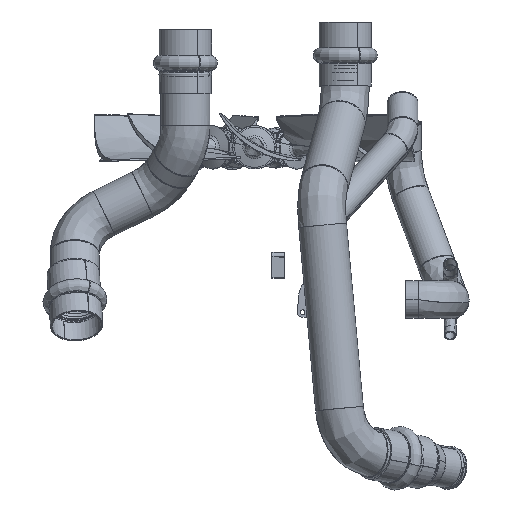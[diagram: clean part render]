
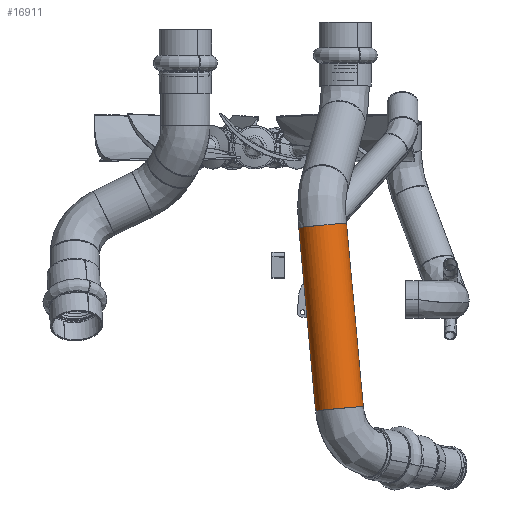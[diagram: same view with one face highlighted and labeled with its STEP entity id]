
A CAD part, top view. The second image highlights one B-rep face of the part: STEP entity #16911.
In plain terms, the highlighted face is a extrusion surface.
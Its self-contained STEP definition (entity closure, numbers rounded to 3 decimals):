
#16911 = ADVANCED_FACE('',(#16912),#16970,.T.);
#16912 = FACE_BOUND('',#16913,.T.);
#16913 = EDGE_LOOP('',(#16914,#16924,#16944,#16952));
#16914 = ORIENTED_EDGE('',*,*,#16915,.F.);
#16915 = EDGE_CURVE('',#16916,#16918,#16920,.T.);
#16916 = VERTEX_POINT('',#16917);
#16917 = CARTESIAN_POINT('',(103.246,-289.272,577.314));
#16918 = VERTEX_POINT('',#16919);
#16919 = CARTESIAN_POINT('',(129.547,-576.104,579.927));
#16920 = LINE('',#16921,#16922);
#16921 = CARTESIAN_POINT('',(103.246,-289.272,577.314));
#16922 = VECTOR('',#16923,1.);
#16923 = DIRECTION('',(0.091,-0.996,
    0.009));
#16924 = ORIENTED_EDGE('',*,*,#16925,.F.);
#16925 = EDGE_CURVE('',#16926,#16916,#16928,.T.);
#16926 = VERTEX_POINT('',#16927);
#16927 = CARTESIAN_POINT('',(28.564,-296.112,578.217));
#16928 = B_SPLINE_CURVE_WITH_KNOTS('',5,(#16929,#16930,#16931,#16932,
    #16933,#16934,#16935,#16936,#16937,#16938,#16939,#16940,#16941,
    #16942,#16943),.UNSPECIFIED.,.F.,.F.,(6,3,3,3,6),(0.,29.452,
    58.905,88.357,117.81),.UNSPECIFIED.);
#16929 = CARTESIAN_POINT('',(28.564,-296.112,578.217));
#16930 = CARTESIAN_POINT('',(28.628,-296.032,584.107));
#16931 = CARTESIAN_POINT('',(29.844,-295.846,589.983));
#16932 = CARTESIAN_POINT('',(32.209,-295.559,595.541));
#16933 = CARTESIAN_POINT('',(38.984,-294.813,605.425));
#16934 = CARTESIAN_POINT('',(48.98,-293.813,611.999));
#16935 = CARTESIAN_POINT('',(54.569,-293.272,614.246));
#16936 = CARTESIAN_POINT('',(66.325,-292.167,616.416));
#16937 = CARTESIAN_POINT('',(78.031,-291.124,613.962));
#16938 = CARTESIAN_POINT('',(83.569,-290.646,611.58));
#16939 = CARTESIAN_POINT('',(93.42,-289.828,604.767));
#16940 = CARTESIAN_POINT('',(99.979,-289.353,594.722));
#16941 = CARTESIAN_POINT('',(102.223,-289.217,589.107));
#16942 = CARTESIAN_POINT('',(103.31,-289.192,583.204));
#16943 = CARTESIAN_POINT('',(103.246,-289.272,577.314));
#16944 = ORIENTED_EDGE('',*,*,#16945,.F.);
#16945 = EDGE_CURVE('',#16946,#16926,#16948,.T.);
#16946 = VERTEX_POINT('',#16947);
#16947 = CARTESIAN_POINT('',(54.865,-582.944,580.83));
#16948 = LINE('',#16949,#16950);
#16949 = CARTESIAN_POINT('',(54.865,-582.944,580.83));
#16950 = VECTOR('',#16951,1.);
#16951 = DIRECTION('',(-0.091,0.996,
    -0.009));
#16952 = ORIENTED_EDGE('',*,*,#16953,.F.);
#16953 = EDGE_CURVE('',#16918,#16946,#16954,.T.);
#16954 = B_SPLINE_CURVE_WITH_KNOTS('',5,(#16955,#16956,#16957,#16958,
    #16959,#16960,#16961,#16962,#16963,#16964,#16965,#16966,#16967,
    #16968,#16969),.UNSPECIFIED.,.F.,.F.,(6,3,3,3,6),(0.,29.452,
    58.905,88.357,117.81),.UNSPECIFIED.);
#16955 = CARTESIAN_POINT('',(129.547,-576.104,579.927));
#16956 = CARTESIAN_POINT('',(129.611,-576.024,585.816));
#16957 = CARTESIAN_POINT('',(128.523,-576.05,591.72));
#16958 = CARTESIAN_POINT('',(126.279,-576.185,597.334));
#16959 = CARTESIAN_POINT('',(119.721,-576.66,607.379));
#16960 = CARTESIAN_POINT('',(109.87,-577.478,614.193));
#16961 = CARTESIAN_POINT('',(104.331,-577.956,616.574));
#16962 = CARTESIAN_POINT('',(92.626,-578.999,619.029));
#16963 = CARTESIAN_POINT('',(80.869,-580.104,616.858));
#16964 = CARTESIAN_POINT('',(75.281,-580.645,614.611));
#16965 = CARTESIAN_POINT('',(65.284,-581.645,608.038));
#16966 = CARTESIAN_POINT('',(58.51,-582.391,598.154));
#16967 = CARTESIAN_POINT('',(56.145,-582.678,592.595));
#16968 = CARTESIAN_POINT('',(54.929,-582.864,586.72));
#16969 = CARTESIAN_POINT('',(54.865,-582.944,580.83));
#16970 = SURFACE_OF_LINEAR_EXTRUSION('',#16971,#16976);
#16971 = CIRCLE('',#16972,37.5);
#16972 = AXIS2_PLACEMENT_3D('',#16973,#16974,#16975);
#16973 = CARTESIAN_POINT('',(65.905,-292.692,577.766));
#16974 = DIRECTION('',(0.091,-0.996,
    0.013));
#16975 = DIRECTION('',(0.996,0.091,
    -0.012));
#16976 = VECTOR('',#16977,1.);
#16977 = DIRECTION('',(0.091,-0.996,
    0.009));
